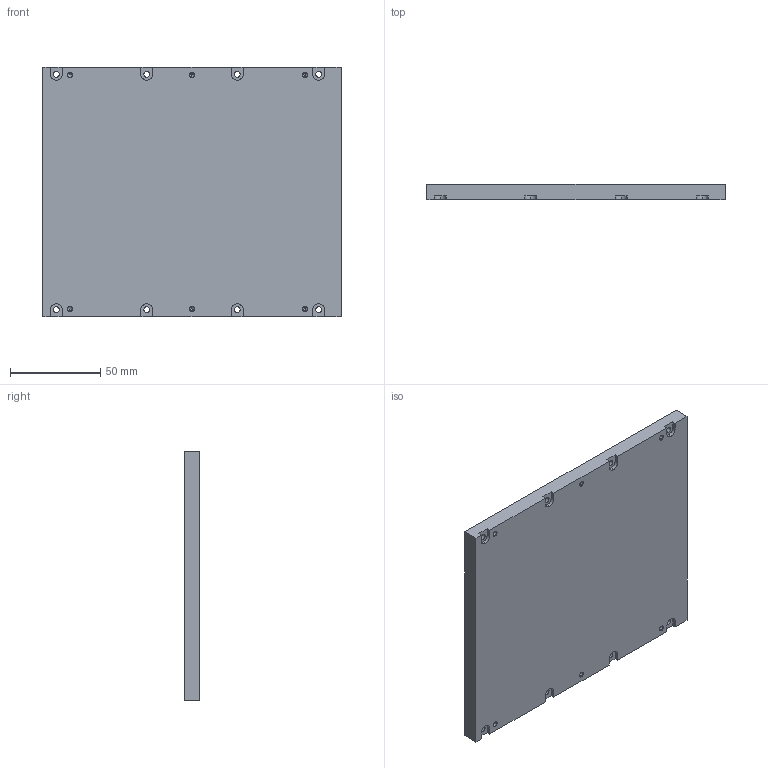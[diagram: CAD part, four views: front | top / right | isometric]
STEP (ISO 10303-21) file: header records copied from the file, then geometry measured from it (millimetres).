
FILE_DESCRIPTION (( 'STEP AP214' ), '1' );
FILE_NAME ('Kintex_SDR_case_bottom.STEP', '2023-09-26T09:19:41', ( 'MaxAli' ), ( '' ), 'SwSTEP 2.0', 'SolidWorks 2018', '' );
FILE_SCHEMA (( 'AUTOMOTIVE_DESIGN' ));
Length unit declared in the file: millimetre
Products named in the file (1): Kintex_SDR_case_bottom
Bounding box: 165 x 8.6 x 138 mm (x, y, z)
Volume: 92489 mm3; surface area: 55306.9 mm2
Topology: 1 solids, 1 shells, 228 faces, 594 edges, 354 vertices
Faces by surface type: cylinder 104, cone 72, plane 52
Entity records: 7152 total; most frequent: DIRECTION 1260, CARTESIAN_POINT 1141, ORIENTED_EDGE 1116, EDGE_CURVE 558, AXIS2_PLACEMENT_3D 473, VERTEX_POINT 354, VECTOR 314, LINE 314
